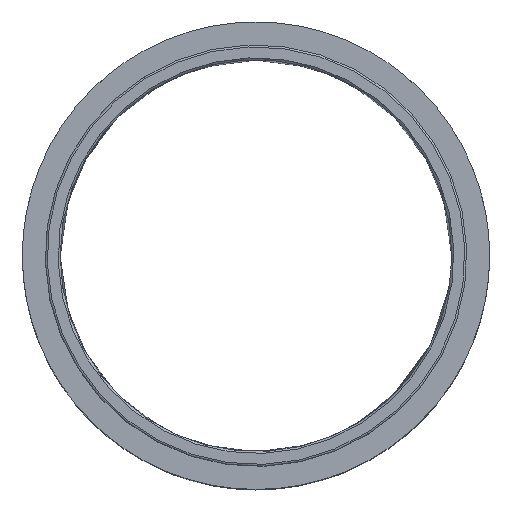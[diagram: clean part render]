
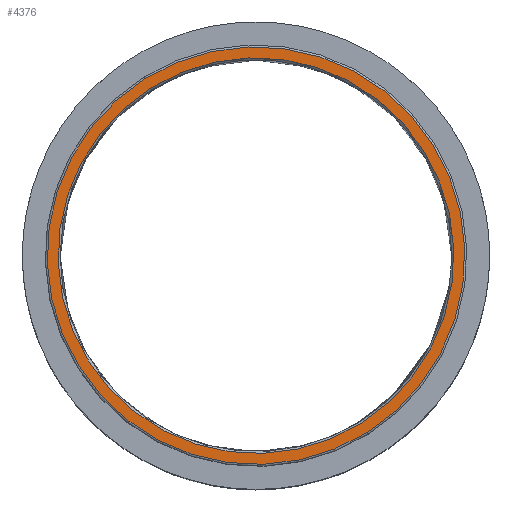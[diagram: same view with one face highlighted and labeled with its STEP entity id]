
A CAD part, top view. The second image highlights one B-rep face of the part: STEP entity #4376.
In plain terms, the highlighted planar face has unit normal (0, 0, 1).
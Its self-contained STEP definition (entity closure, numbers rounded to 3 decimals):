
#743 = CIRCLE ( 'NONE', #9208, 1066. ) ;
#1314 = DIRECTION ( 'NONE',  ( 1., 0., 0. ) ) ;
#1919 = ORIENTED_EDGE ( 'NONE', *, *, #16203, .T. ) ;
#2490 = EDGE_CURVE ( 'NONE', #4455, #19932, #2863, .T. ) ;
#2628 = CARTESIAN_POINT ( 'NONE',  ( 0., 0., 1750. ) ) ;
#2863 = CIRCLE ( 'NONE', #6166, 1066. ) ;
#3035 = DIRECTION ( 'NONE',  ( 0., 0., 1. ) ) ;
#3147 = FACE_OUTER_BOUND ( 'NONE', #4837, .T. ) ;
#3339 = VERTEX_POINT ( 'NONE', #10629 ) ;
#4248 = DIRECTION ( 'NONE',  ( 0., 0., -1. ) ) ;
#4376 = ADVANCED_FACE ( 'NONE', ( #15720, #3147 ), #4992, .T. ) ;
#4455 = VERTEX_POINT ( 'NONE', #10540 ) ;
#4575 = EDGE_CURVE ( 'NONE', #3339, #9766, #19812, .T. ) ;
#4837 = EDGE_LOOP ( 'NONE', ( #16927, #12644 ) ) ;
#4992 = PLANE ( 'NONE',  #11356 ) ;
#5955 = CIRCLE ( 'NONE', #13792, 1010. ) ;
#6166 = AXIS2_PLACEMENT_3D ( 'NONE', #2628, #4248, #18442 ) ;
#6304 = DIRECTION ( 'NONE',  ( 0., 0., -1. ) ) ;
#6672 = DIRECTION ( 'NONE',  ( -0.533, 0.846, 0. ) ) ;
#8572 = DIRECTION ( 'NONE',  ( -0.533, 0.846, 0. ) ) ;
#9208 = AXIS2_PLACEMENT_3D ( 'NONE', #16467, #6304, #14741 ) ;
#9401 = EDGE_CURVE ( 'NONE', #19932, #4455, #743, .T. ) ;
#9766 = VERTEX_POINT ( 'NONE', #15465 ) ;
#9872 = AXIS2_PLACEMENT_3D ( 'NONE', #13646, #10080, #8572 ) ;
#10080 = DIRECTION ( 'NONE',  ( 0., 0., -1. ) ) ;
#10540 = CARTESIAN_POINT ( 'NONE',  ( 567.672, -902.277, 1750. ) ) ;
#10601 = EDGE_LOOP ( 'NONE', ( #1919, #21541 ) ) ;
#10629 = CARTESIAN_POINT ( 'NONE',  ( -537.851, 854.878, 1750. ) ) ;
#11356 = AXIS2_PLACEMENT_3D ( 'NONE', #22631, #3035, #1314 ) ;
#12644 = ORIENTED_EDGE ( 'NONE', *, *, #2490, .F. ) ;
#13646 = CARTESIAN_POINT ( 'NONE',  ( 0., 0., 1750. ) ) ;
#13792 = AXIS2_PLACEMENT_3D ( 'NONE', #15448, #20408, #6672 ) ;
#14741 = DIRECTION ( 'NONE',  ( -0.533, 0.846, 0. ) ) ;
#15448 = CARTESIAN_POINT ( 'NONE',  ( 0., 0., 1750. ) ) ;
#15465 = CARTESIAN_POINT ( 'NONE',  ( 537.851, -854.878, 1750. ) ) ;
#15711 = CARTESIAN_POINT ( 'NONE',  ( -567.672, 902.277, 1750. ) ) ;
#15720 = FACE_BOUND ( 'NONE', #10601, .T. ) ;
#16203 = EDGE_CURVE ( 'NONE', #9766, #3339, #5955, .T. ) ;
#16467 = CARTESIAN_POINT ( 'NONE',  ( 0., 0., 1750. ) ) ;
#16927 = ORIENTED_EDGE ( 'NONE', *, *, #9401, .F. ) ;
#18442 = DIRECTION ( 'NONE',  ( -0.533, 0.846, 0. ) ) ;
#19812 = CIRCLE ( 'NONE', #9872, 1010. ) ;
#19932 = VERTEX_POINT ( 'NONE', #15711 ) ;
#20408 = DIRECTION ( 'NONE',  ( 0., 0., -1. ) ) ;
#21541 = ORIENTED_EDGE ( 'NONE', *, *, #4575, .T. ) ;
#22631 = CARTESIAN_POINT ( 'NONE',  ( 0., 0., 1750. ) ) ;
